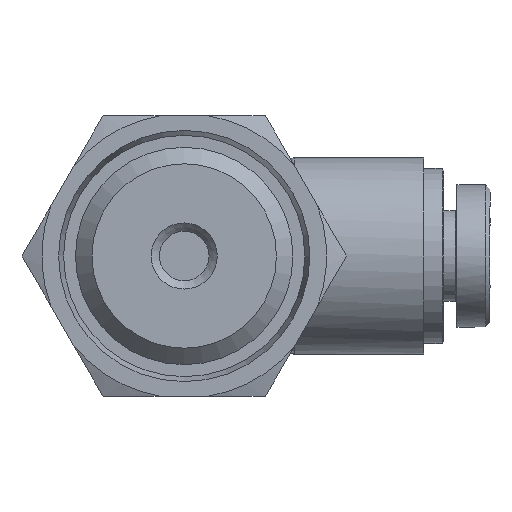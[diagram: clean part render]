
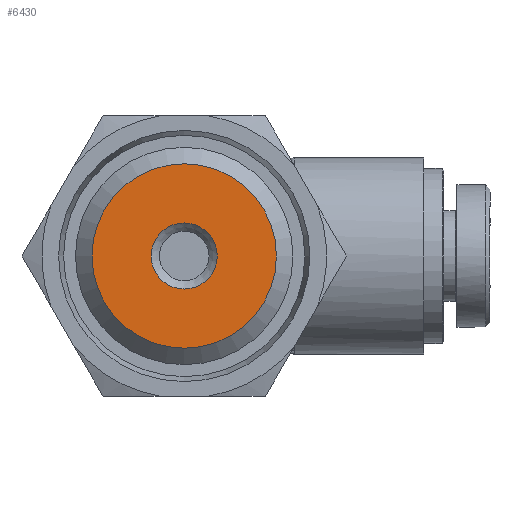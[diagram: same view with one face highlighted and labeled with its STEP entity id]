
A CAD part, front view. The second image highlights one B-rep face of the part: STEP entity #6430.
In plain terms, the highlighted face is planar.
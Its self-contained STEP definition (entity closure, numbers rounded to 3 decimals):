
#6379=CARTESIAN_POINT('',(-24.8,0.,-2.0));
#6380=VERTEX_POINT('',#6379);
#6381=CARTESIAN_POINT('',(-24.8,0.,0.0));
#6382=DIRECTION('',(-1.0,0.0,0.0));
#6383=DIRECTION('',(0.0,0.0,1.0));
#6384=AXIS2_PLACEMENT_3D('',#6381,#6382,#6383);
#6385=CIRCLE('',#6384,2.0);
#6386=EDGE_CURVE('',#6380,#6380,#6385,.T.);
#6411=CARTESIAN_POINT('',(-24.8,3.289,0.0));
#6412=DIRECTION('',(-1.0,0.0,0.0));
#6413=DIRECTION('',(0.0,0.0,1.0));
#6414=AXIS2_PLACEMENT_3D('',#6411,#6412,#6413);
#6415=PLANE('',#6414);
#6416=CARTESIAN_POINT('',(-24.8,5.578,0.));
#6417=VERTEX_POINT('',#6416);
#6418=CARTESIAN_POINT('',(-24.8,0.,0.0));
#6419=DIRECTION('',(1.0,0.0,0.0));
#6420=DIRECTION('',(0.0,-1.0,0.0));
#6421=AXIS2_PLACEMENT_3D('',#6418,#6419,#6420);
#6422=CIRCLE('',#6421,5.579);
#6423=EDGE_CURVE('',#6417,#6417,#6422,.T.);
#6424=ORIENTED_EDGE('',*,*,#6423,.F.);
#6425=EDGE_LOOP('',(#6424));
#6426=FACE_OUTER_BOUND('',#6425,.T.);
#6427=ORIENTED_EDGE('',*,*,#6386,.F.);
#6428=EDGE_LOOP('',(#6427));
#6429=FACE_BOUND('',#6428,.T.);
#6430=ADVANCED_FACE('',(#6426,#6429),#6415,.T.);
